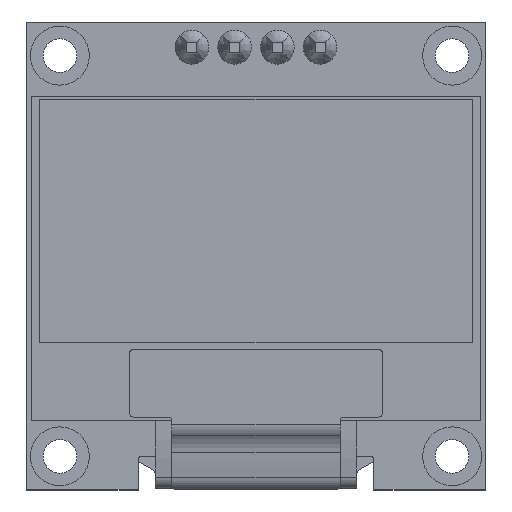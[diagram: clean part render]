
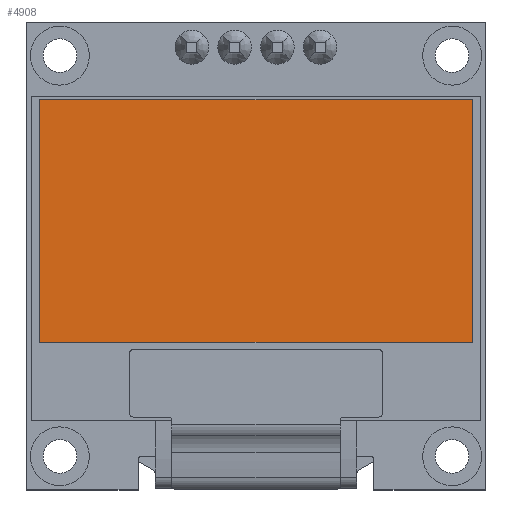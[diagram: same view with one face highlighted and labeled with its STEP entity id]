
A CAD part, top view. The second image highlights one B-rep face of the part: STEP entity #4908.
In plain terms, the highlighted planar face has unit normal (0, 0, 1).
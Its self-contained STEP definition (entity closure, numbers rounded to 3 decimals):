
#4818 = VERTEX_POINT('',#4819);
#4819 = CARTESIAN_POINT('',(12.85,-3.12,5.11));
#4825 = EDGE_CURVE('',#4826,#4818,#4828,.T.);
#4826 = VERTEX_POINT('',#4827);
#4827 = CARTESIAN_POINT('',(12.85,-17.52,5.11));
#4828 = LINE('',#4829,#4830);
#4829 = CARTESIAN_POINT('',(12.85,-3.12,5.11));
#4830 = VECTOR('',#4831,1.);
#4831 = DIRECTION('',(0.,1.,0.));
#4849 = VERTEX_POINT('',#4850);
#4850 = CARTESIAN_POINT('',(-12.85,-3.12,5.11));
#4856 = EDGE_CURVE('',#4818,#4849,#4857,.T.);
#4857 = LINE('',#4858,#4859);
#4858 = CARTESIAN_POINT('',(12.85,-3.12,5.11));
#4859 = VECTOR('',#4860,1.);
#4860 = DIRECTION('',(-1.,0.,0.));
#4873 = VERTEX_POINT('',#4874);
#4874 = CARTESIAN_POINT('',(-12.85,-17.52,5.11));
#4880 = EDGE_CURVE('',#4849,#4873,#4881,.T.);
#4881 = LINE('',#4882,#4883);
#4882 = CARTESIAN_POINT('',(-12.85,-3.12,5.11));
#4883 = VECTOR('',#4884,1.);
#4884 = DIRECTION('',(0.,-1.,0.));
#4897 = EDGE_CURVE('',#4873,#4826,#4898,.T.);
#4898 = LINE('',#4899,#4900);
#4899 = CARTESIAN_POINT('',(12.85,-17.52,5.11));
#4900 = VECTOR('',#4901,1.);
#4901 = DIRECTION('',(1.,0.,0.));
#4908 = ADVANCED_FACE('',(#4909),#4915,.F.);
#4909 = FACE_BOUND('',#4910,.T.);
#4910 = EDGE_LOOP('',(#4911,#4912,#4913,#4914));
#4911 = ORIENTED_EDGE('',*,*,#4825,.T.);
#4912 = ORIENTED_EDGE('',*,*,#4856,.T.);
#4913 = ORIENTED_EDGE('',*,*,#4880,.T.);
#4914 = ORIENTED_EDGE('',*,*,#4897,.T.);
#4915 = PLANE('',#4916);
#4916 = AXIS2_PLACEMENT_3D('',#4917,#4918,#4919);
#4917 = CARTESIAN_POINT('',(0.,1.5,5.11));
#4918 = DIRECTION('',(0.,0.,-1.));
#4919 = DIRECTION('',(0.,1.,0.));
